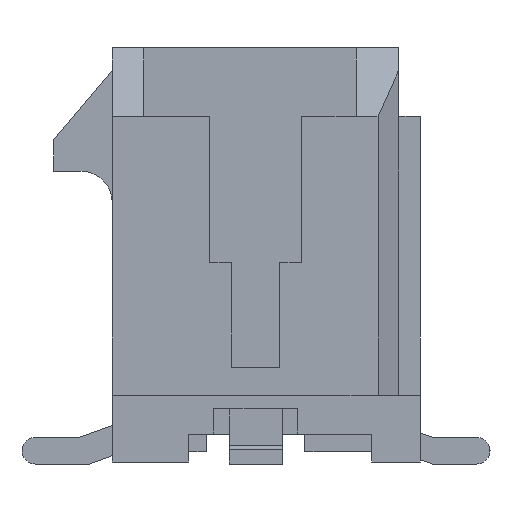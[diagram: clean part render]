
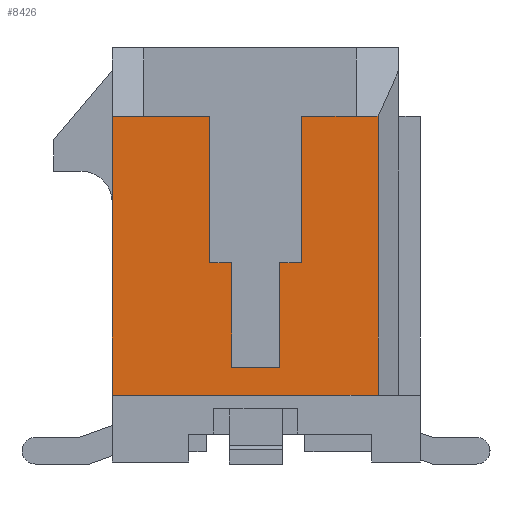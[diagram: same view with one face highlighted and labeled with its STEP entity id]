
A CAD part, left-side view. The second image highlights one B-rep face of the part: STEP entity #8426.
In plain terms, the highlighted planar face has unit normal (-1, 0, 0).
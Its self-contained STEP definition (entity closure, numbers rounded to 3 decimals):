
#1=DIRECTION('',(0.,0.,-1.));
#2=VECTOR('',#1,3.5);
#3=CARTESIAN_POINT('',(-13.825,-1.1,3.315));
#4=LINE('',#3,#2);
#5=DIRECTION('',(0.,1.,0.));
#6=VECTOR('',#5,1.31);
#7=CARTESIAN_POINT('',(-13.825,-2.41,3.315));
#8=LINE('',#7,#6);
#9=DIRECTION('',(0.,-1.,0.));
#10=VECTOR('',#9,0.52);
#11=CARTESIAN_POINT('',(-13.825,-2.41,3.315));
#12=LINE('',#11,#10);
#13=DIRECTION('',(0.,0.,-1.));
#14=VECTOR('',#13,6.67);
#15=CARTESIAN_POINT('',(-13.825,-2.93,3.315));
#16=LINE('',#15,#14);
#17=DIRECTION('',(0.,1.,0.));
#18=VECTOR('',#17,6.36);
#19=CARTESIAN_POINT('',(-13.825,-2.93,-3.355));
#20=LINE('',#19,#18);
#21=DIRECTION('',(0.,0.,1.));
#22=VECTOR('',#21,6.67);
#23=CARTESIAN_POINT('',(-13.825,3.43,-3.355));
#24=LINE('',#23,#22);
#25=DIRECTION('',(0.,-1.,0.));
#26=VECTOR('',#25,0.75);
#27=CARTESIAN_POINT('',(-13.825,3.43,3.315));
#28=LINE('',#27,#26);
#29=DIRECTION('',(0.,1.,0.));
#30=VECTOR('',#29,1.58);
#31=CARTESIAN_POINT('',(-13.825,1.1,3.315));
#32=LINE('',#31,#30);
#33=DIRECTION('',(0.,0.,-1.));
#34=VECTOR('',#33,3.5);
#35=CARTESIAN_POINT('',(-13.825,1.1,3.315));
#36=LINE('',#35,#34);
#37=DIRECTION('',(0.,1.,0.));
#38=VECTOR('',#37,0.525);
#39=CARTESIAN_POINT('',(-13.825,0.575,-0.185));
#40=LINE('',#39,#38);
#41=DIRECTION('',(0.,0.,1.));
#42=VECTOR('',#41,2.5);
#43=CARTESIAN_POINT('',(-13.825,0.575,-2.685));
#44=LINE('',#43,#42);
#45=DIRECTION('',(0.,1.,0.));
#46=VECTOR('',#45,1.15);
#47=CARTESIAN_POINT('',(-13.825,-0.575,-2.685));
#48=LINE('',#47,#46);
#49=DIRECTION('',(0.,0.,-1.));
#50=VECTOR('',#49,2.5);
#51=CARTESIAN_POINT('',(-13.825,-0.575,-0.185));
#52=LINE('',#51,#50);
#53=DIRECTION('',(0.,1.,0.));
#54=VECTOR('',#53,0.525);
#55=CARTESIAN_POINT('',(-13.825,-1.1,-0.185));
#56=LINE('',#55,#54);
#6396=CARTESIAN_POINT('',(-13.825,3.43,3.315));
#6398=VERTEX_POINT('',#6396);
#6447=CARTESIAN_POINT('',(-13.825,2.68,3.315));
#6448=VERTEX_POINT('',#6447);
#6449=CARTESIAN_POINT('',(-13.825,-2.41,3.315));
#6450=VERTEX_POINT('',#6449);
#6687=CARTESIAN_POINT('',(-13.825,-1.1,3.315));
#6688=CARTESIAN_POINT('',(-13.825,-1.1,-0.185));
#6689=VERTEX_POINT('',#6687);
#6690=VERTEX_POINT('',#6688);
#6691=CARTESIAN_POINT('',(-13.825,-0.575,-0.185));
#6692=VERTEX_POINT('',#6691);
#6693=CARTESIAN_POINT('',(-13.825,-0.575,-2.685));
#6694=VERTEX_POINT('',#6693);
#6695=CARTESIAN_POINT('',(-13.825,0.575,-2.685));
#6696=VERTEX_POINT('',#6695);
#6697=CARTESIAN_POINT('',(-13.825,0.575,-0.185));
#6698=VERTEX_POINT('',#6697);
#6699=CARTESIAN_POINT('',(-13.825,1.1,-0.185));
#6700=VERTEX_POINT('',#6699);
#6701=CARTESIAN_POINT('',(-13.825,1.1,3.315));
#6702=VERTEX_POINT('',#6701);
#7229=CARTESIAN_POINT('',(-13.825,3.43,-3.355));
#7230=VERTEX_POINT('',#7229);
#7239=CARTESIAN_POINT('',(-13.825,-2.93,3.315));
#7240=VERTEX_POINT('',#7239);
#7241=CARTESIAN_POINT('',(-13.825,-2.93,-3.355));
#7242=VERTEX_POINT('',#7241);
#8391=CARTESIAN_POINT('',(-13.825,0.,0.));
#8392=DIRECTION('',(1.,0.,0.));
#8393=DIRECTION('',(0.,0.,-1.));
#8394=AXIS2_PLACEMENT_3D('',#8391,#8392,#8393);
#8395=PLANE('',#8394);
#8397=ORIENTED_EDGE('',*,*,#8396,.F.);
#8399=ORIENTED_EDGE('',*,*,#8398,.F.);
#8401=ORIENTED_EDGE('',*,*,#8400,.T.);
#8403=ORIENTED_EDGE('',*,*,#8402,.T.);
#8405=ORIENTED_EDGE('',*,*,#8404,.T.);
#8407=ORIENTED_EDGE('',*,*,#8406,.T.);
#8409=ORIENTED_EDGE('',*,*,#8408,.T.);
#8411=ORIENTED_EDGE('',*,*,#8410,.F.);
#8413=ORIENTED_EDGE('',*,*,#8412,.T.);
#8415=ORIENTED_EDGE('',*,*,#8414,.F.);
#8417=ORIENTED_EDGE('',*,*,#8416,.F.);
#8419=ORIENTED_EDGE('',*,*,#8418,.F.);
#8421=ORIENTED_EDGE('',*,*,#8420,.F.);
#8423=ORIENTED_EDGE('',*,*,#8422,.F.);
#8424=EDGE_LOOP('',(#8397,#8399,#8401,#8403,#8405,#8407,#8409,#8411,#8413,#8415,
#8417,#8419,#8421,#8423));
#8425=FACE_OUTER_BOUND('',#8424,.F.);
#8426=ADVANCED_FACE('',(#8425),#8395,.F.);
#8396=EDGE_CURVE('',#6689,#6690,#4,.T.);
#8398=EDGE_CURVE('',#6450,#6689,#8,.T.);
#8400=EDGE_CURVE('',#6450,#7240,#12,.T.);
#8402=EDGE_CURVE('',#7240,#7242,#16,.T.);
#8404=EDGE_CURVE('',#7242,#7230,#20,.T.);
#8406=EDGE_CURVE('',#7230,#6398,#24,.T.);
#8408=EDGE_CURVE('',#6398,#6448,#28,.T.);
#8410=EDGE_CURVE('',#6702,#6448,#32,.T.);
#8412=EDGE_CURVE('',#6702,#6700,#36,.T.);
#8414=EDGE_CURVE('',#6698,#6700,#40,.T.);
#8416=EDGE_CURVE('',#6696,#6698,#44,.T.);
#8418=EDGE_CURVE('',#6694,#6696,#48,.T.);
#8420=EDGE_CURVE('',#6692,#6694,#52,.T.);
#8422=EDGE_CURVE('',#6690,#6692,#56,.T.);
